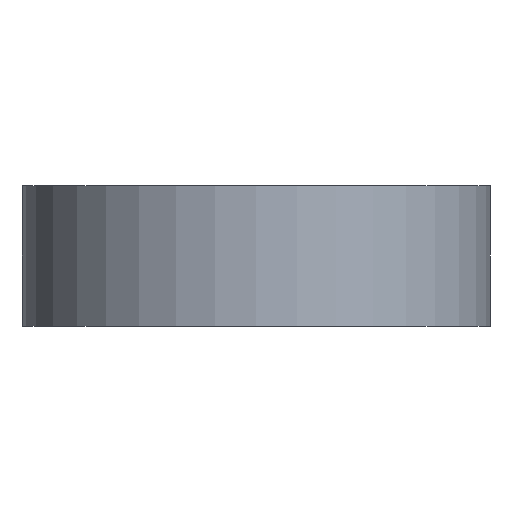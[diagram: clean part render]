
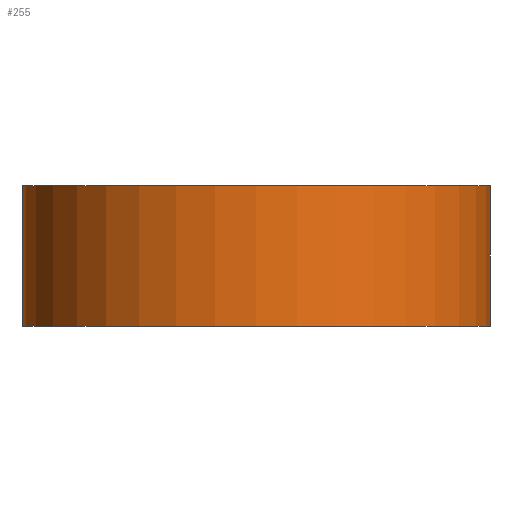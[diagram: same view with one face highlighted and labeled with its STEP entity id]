
A CAD part, left-side view. The second image highlights one B-rep face of the part: STEP entity #255.
In plain terms, the highlighted cylindrical face has radius 7.5 mm (diameter 15 mm), a partial arc.
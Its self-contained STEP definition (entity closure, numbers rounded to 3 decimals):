
#38=FACE_OUTER_BOUND('',#57,.T.);
#57=EDGE_LOOP('',(#208,#209,#210,#211));
#77=LINE('',#427,#98);
#78=LINE('',#431,#99);
#98=VECTOR('',#352,10.);
#99=VECTOR('',#357,10.);
#113=CIRCLE('',#285,7.5);
#118=CIRCLE('',#295,7.5);
#129=VERTEX_POINT('',#404);
#130=VERTEX_POINT('',#406);
#136=VERTEX_POINT('',#424);
#137=VERTEX_POINT('',#429);
#153=EDGE_CURVE('',#129,#130,#113,.T.);
#163=EDGE_CURVE('',#136,#130,#77,.T.);
#164=EDGE_CURVE('',#137,#136,#118,.T.);
#165=EDGE_CURVE('',#137,#129,#78,.T.);
#208=ORIENTED_EDGE('',*,*,#164,.T.);
#209=ORIENTED_EDGE('',*,*,#163,.T.);
#210=ORIENTED_EDGE('',*,*,#153,.F.);
#211=ORIENTED_EDGE('',*,*,#165,.F.);
#245=CYLINDRICAL_SURFACE('',#294,7.5);
#255=ADVANCED_FACE('',(#38),#245,.T.);
#285=AXIS2_PLACEMENT_3D('',#407,#329,#330);
#294=AXIS2_PLACEMENT_3D('',#428,#353,#354);
#295=AXIS2_PLACEMENT_3D('',#430,#355,#356);
#329=DIRECTION('center_axis',(0.,0.,1.));
#330=DIRECTION('ref_axis',(0.,1.,0.));
#352=DIRECTION('',(0.,0.,1.));
#353=DIRECTION('center_axis',(0.,0.,1.));
#354=DIRECTION('ref_axis',(0.,1.,0.));
#355=DIRECTION('center_axis',(0.,0.,1.));
#356=DIRECTION('ref_axis',(0.,1.,0.));
#357=DIRECTION('',(0.,0.,1.));
#404=CARTESIAN_POINT('',(-54.975,30.,4.5));
#406=CARTESIAN_POINT('',(-54.975,15.,4.5));
#407=CARTESIAN_POINT('Origin',(-54.975,22.5,4.5));
#424=CARTESIAN_POINT('',(-54.975,15.,0.));
#427=CARTESIAN_POINT('',(-54.975,15.,0.));
#428=CARTESIAN_POINT('Origin',(-54.975,22.5,0.));
#429=CARTESIAN_POINT('',(-54.975,30.,0.));
#430=CARTESIAN_POINT('Origin',(-54.975,22.5,0.));
#431=CARTESIAN_POINT('',(-54.975,30.,0.));
